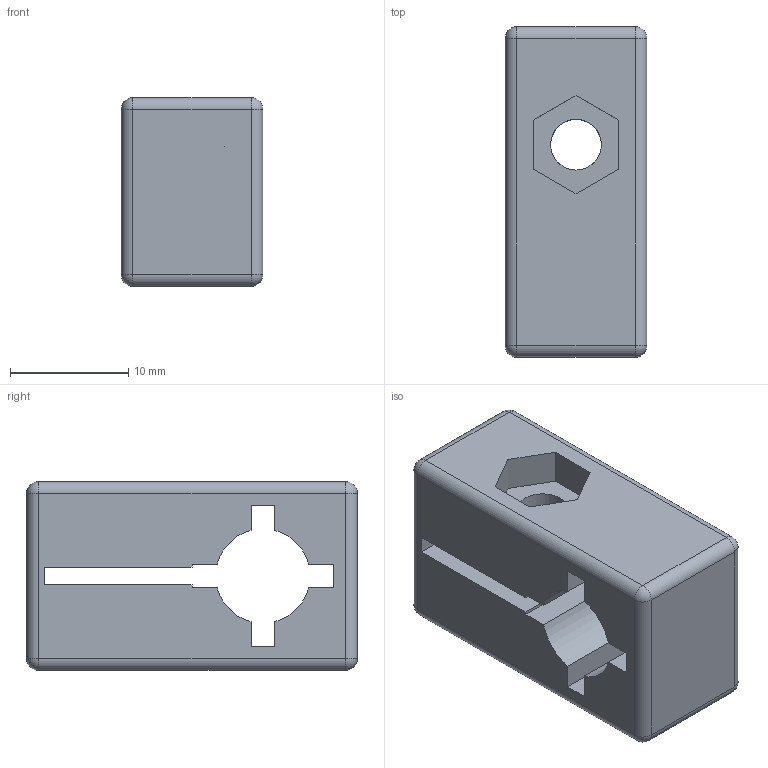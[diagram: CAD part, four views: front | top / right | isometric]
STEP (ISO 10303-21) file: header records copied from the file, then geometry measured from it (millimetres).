
FILE_DESCRIPTION(('FreeCAD Model'),'2;1');
FILE_NAME('Open CASCADE Shape Model','2024-03-20T10:57:55',(''),(''), 'Open CASCADE STEP processor 7.6','FreeCAD','Unknown');
FILE_SCHEMA(('AUTOMOTIVE_DESIGN { 1 0 10303 214 1 1 1 1 }'));
Length unit declared in the file: millimetre
Products named in the file (1): STI8-SCD8
Bounding box: 12 x 28 x 16 mm (x, y, z)
Volume: 3825.5 mm3; surface area: 2733.2 mm2
Topology: 1 solids, 1 shells, 105 faces, 289 edges, 178 vertices
Faces by surface type: plane 78, cylinder 19, sphere 8
Full cylindrical faces by diameter (mm): 4.3 x2, 10 x1
Entity records: 7245 total; most frequent: CARTESIAN_POINT 1610, DIRECTION 1074, ORIENTED_EDGE 562, PCURVE 562, DEFINITIONAL_REPRESENTATION 562, LINE 484, VECTOR 484, EDGE_CURVE 281
